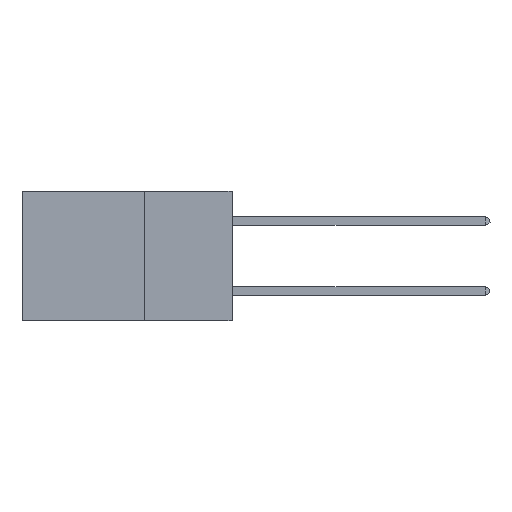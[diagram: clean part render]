
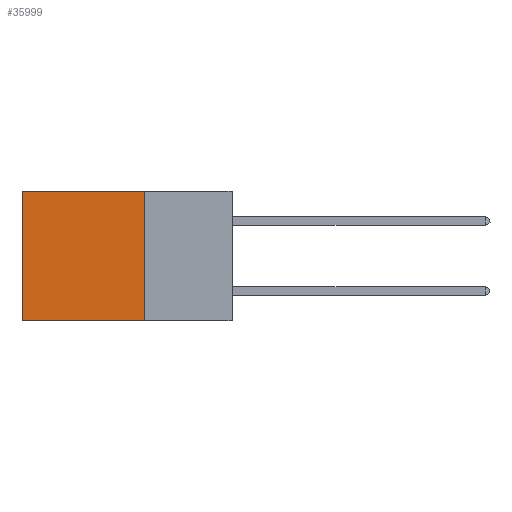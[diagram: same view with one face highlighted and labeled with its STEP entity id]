
A CAD part, left-side view. The second image highlights one B-rep face of the part: STEP entity #35999.
In plain terms, the highlighted planar face has unit normal (-1, 0, 0).
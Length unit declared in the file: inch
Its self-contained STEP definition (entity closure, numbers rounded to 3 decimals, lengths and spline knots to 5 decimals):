
#1335 = EDGE_LOOP ( 'NONE', ( #31943, #34938, #36730, #17627 ) ) ;
#6477 = EDGE_CURVE ( 'NONE', #32141, #19036, #27819, .T. ) ;
#7633 = VECTOR ( 'NONE', #9116, 39.37008 ) ;
#9116 = DIRECTION ( 'NONE',  ( 0., 0., -1. ) ) ;
#10354 = CARTESIAN_POINT ( 'NONE',  ( 0.2875, 0.25, 0. ) ) ;
#14259 = VERTEX_POINT ( 'NONE', #43108 ) ;
#14574 = EDGE_CURVE ( 'NONE', #14259, #36563, #39960, .T. ) ;
#14724 = DIRECTION ( 'NONE',  ( 0., 1., 0. ) ) ;
#17627 = ORIENTED_EDGE ( 'NONE', *, *, #14574, .T. ) ;
#18493 = CARTESIAN_POINT ( 'NONE',  ( 0.2875, 0.25, -0.37 ) ) ;
#18874 = CARTESIAN_POINT ( 'NONE',  ( 0.2875, 0.25, 0. ) ) ;
#19036 = VERTEX_POINT ( 'NONE', #49458 ) ;
#19469 = CARTESIAN_POINT ( 'NONE',  ( 0.2875, 0.6, 0. ) ) ;
#20564 = CARTESIAN_POINT ( 'NONE',  ( 0.2875, 0.25, 0. ) ) ;
#21021 = EDGE_CURVE ( 'NONE', #36563, #19036, #30039, .T. ) ;
#22837 = CARTESIAN_POINT ( 'NONE',  ( 0.2875, 0.6, 0. ) ) ;
#23004 = FACE_OUTER_BOUND ( 'NONE', #1335, .T. ) ;
#26622 = DIRECTION ( 'NONE',  ( 0., 0., -1. ) ) ;
#27819 = LINE ( 'NONE', #45098, #39156 ) ;
#29813 = PLANE ( 'NONE',  #48880 ) ;
#30039 = LINE ( 'NONE', #22837, #32427 ) ;
#31943 = ORIENTED_EDGE ( 'NONE', *, *, #21021, .T. ) ;
#32141 = VERTEX_POINT ( 'NONE', #18493 ) ;
#32427 = VECTOR ( 'NONE', #26622, 39.37008 ) ;
#32895 = DIRECTION ( 'NONE',  ( 0., 1., 0. ) ) ;
#34938 = ORIENTED_EDGE ( 'NONE', *, *, #6477, .F. ) ;
#35999 = ADVANCED_FACE ( 'NONE', ( #23004 ), #29813, .F. ) ;
#36563 = VERTEX_POINT ( 'NONE', #19469 ) ;
#36730 = ORIENTED_EDGE ( 'NONE', *, *, #40994, .F. ) ;
#39156 = VECTOR ( 'NONE', #14724, 39.37008 ) ;
#39960 = LINE ( 'NONE', #10354, #45350 ) ;
#40994 = EDGE_CURVE ( 'NONE', #14259, #32141, #41166, .T. ) ;
#41166 = LINE ( 'NONE', #20564, #7633 ) ;
#41329 = DIRECTION ( 'NONE',  ( 1., 0., 0. ) ) ;
#43108 = CARTESIAN_POINT ( 'NONE',  ( 0.2875, 0.25, 0. ) ) ;
#45098 = CARTESIAN_POINT ( 'NONE',  ( 0.2875, 0.25, -0.37 ) ) ;
#45350 = VECTOR ( 'NONE', #32895, 39.37008 ) ;
#48880 = AXIS2_PLACEMENT_3D ( 'NONE', #18874, #41329, #49203 ) ;
#49203 = DIRECTION ( 'NONE',  ( 0., 0., -1. ) ) ;
#49458 = CARTESIAN_POINT ( 'NONE',  ( 0.2875, 0.6, -0.37 ) ) ;
